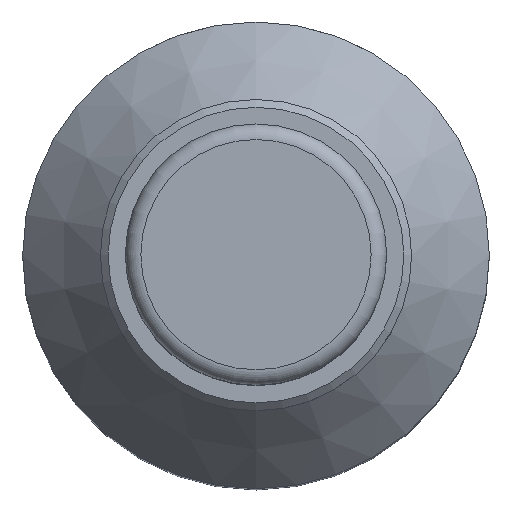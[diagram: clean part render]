
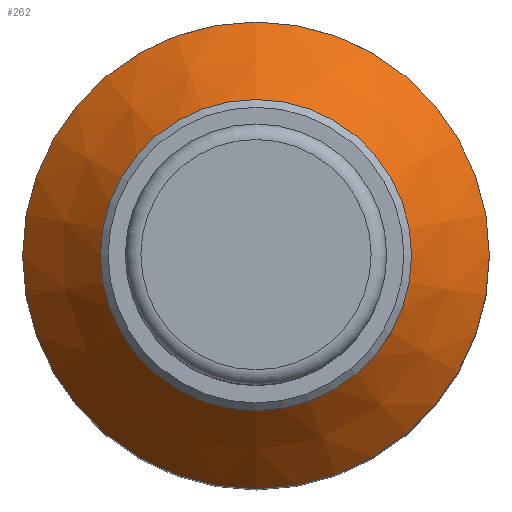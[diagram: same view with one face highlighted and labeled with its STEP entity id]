
A CAD part, top view. The second image highlights one B-rep face of the part: STEP entity #262.
In plain terms, the highlighted conical face has half-angle 40 degrees and reference radius 12.5 mm.
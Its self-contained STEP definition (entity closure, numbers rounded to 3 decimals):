
#49=FACE_BOUND('',#107,.T.);
#71=FACE_OUTER_BOUND('',#106,.T.);
#106=EDGE_LOOP('',(#225));
#107=EDGE_LOOP('',(#226));
#126=CIRCLE('',#298,15.);
#128=CIRCLE('',#302,10.);
#147=VERTEX_POINT('',#622);
#149=VERTEX_POINT('',#628);
#173=EDGE_CURVE('',#147,#147,#126,.T.);
#175=EDGE_CURVE('',#149,#149,#128,.T.);
#225=ORIENTED_EDGE('',*,*,#175,.T.);
#226=ORIENTED_EDGE('',*,*,#173,.F.);
#233=CONICAL_SURFACE('',#305,12.5,0.698);
#262=ADVANCED_FACE('',(#71,#49),#233,.T.);
#298=AXIS2_PLACEMENT_3D('',#623,#373,#374);
#302=AXIS2_PLACEMENT_3D('',#629,#381,#382);
#305=AXIS2_PLACEMENT_3D('',#633,#387,#388);
#373=DIRECTION('center_axis',(0.,0.,-1.));
#374=DIRECTION('ref_axis',(1.,0.,0.));
#381=DIRECTION('center_axis',(0.,0.,-1.));
#382=DIRECTION('ref_axis',(1.,0.,0.));
#387=DIRECTION('center_axis',(0.,0.,-1.));
#388=DIRECTION('ref_axis',(0.,1.,0.));
#622=CARTESIAN_POINT('',(0.,15.,-10.959));
#623=CARTESIAN_POINT('Origin',(0.,0.,-10.959));
#628=CARTESIAN_POINT('',(0.,10.,-5.));
#629=CARTESIAN_POINT('Origin',(0.,0.,-5.));
#633=CARTESIAN_POINT('Origin',(0.,0.,-7.979));
